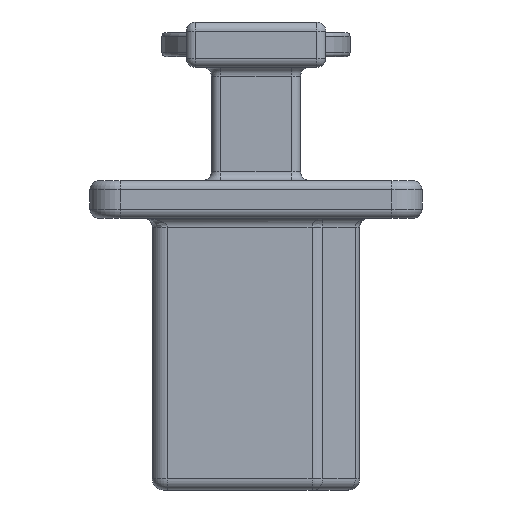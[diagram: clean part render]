
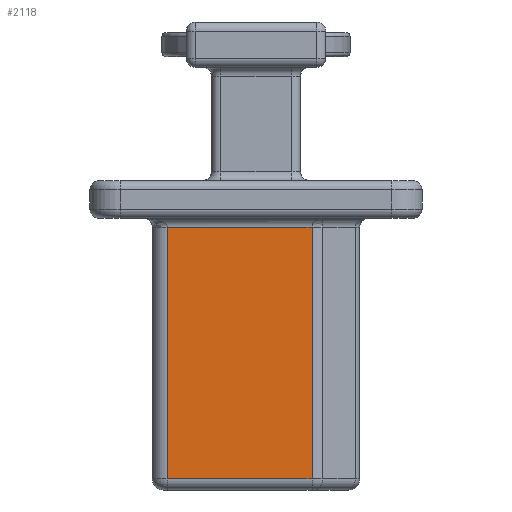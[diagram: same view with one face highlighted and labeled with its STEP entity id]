
A CAD part, left-side view. The second image highlights one B-rep face of the part: STEP entity #2118.
In plain terms, the highlighted planar face has unit normal (-1, 0, 0).
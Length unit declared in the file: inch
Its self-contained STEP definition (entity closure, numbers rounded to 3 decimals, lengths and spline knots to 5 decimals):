
#460 = CARTESIAN_POINT ( 'NONE',  ( -0.1575, -0.07422, 0.36 ) ) ;
#465 = DIRECTION ( 'NONE',  ( 0., 0., 1. ) ) ;
#466 = DIRECTION ( 'NONE',  ( 0., 0., -1. ) ) ;
#470 = CARTESIAN_POINT ( 'NONE',  ( -0.1575, 0.1175, 0.36 ) ) ;
#474 = CARTESIAN_POINT ( 'NONE',  ( -0.1575, 0.1375, 0.348 ) ) ;
#475 = DIRECTION ( 'NONE',  ( 0., 1., 0. ) ) ;
#494 = DIRECTION ( 'NONE',  ( 0., -1., 0. ) ) ;
#497 = CARTESIAN_POINT ( 'NONE',  ( -0.1575, 0.1375, 0.015 ) ) ;
#2118 = ADVANCED_FACE ( 'NONE', ( #9116 ), #8409, .F. ) ;
#3301 = ORIENTED_EDGE ( 'NONE', *, *, #5300, .T. ) ;
#3302 = ORIENTED_EDGE ( 'NONE', *, *, #5298, .T. ) ;
#3345 = ORIENTED_EDGE ( 'NONE', *, *, #5290, .T. ) ;
#3346 = ORIENTED_EDGE ( 'NONE', *, *, #5295, .T. ) ;
#3840 = AXIS2_PLACEMENT_3D ( 'NONE', #8427, #8469, #8478 ) ;
#5290 = EDGE_CURVE ( 'NONE', #7305, #7307, #6539, .T. ) ;
#5295 = EDGE_CURVE ( 'NONE', #7311, #7305, #6552, .T. ) ;
#5298 = EDGE_CURVE ( 'NONE', #7307, #7386, #6562, .T. ) ;
#5300 = EDGE_CURVE ( 'NONE', #7386, #7311, #6567, .T. ) ;
#6539 = LINE ( 'NONE', #497, #6542 ) ;
#6542 = VECTOR ( 'NONE', #494, 39.37008 ) ;
#6552 = LINE ( 'NONE', #470, #6558 ) ;
#6558 = VECTOR ( 'NONE', #466, 39.37008 ) ;
#6562 = LINE ( 'NONE', #460, #6566 ) ;
#6566 = VECTOR ( 'NONE', #465, 39.37008 ) ;
#6567 = LINE ( 'NONE', #474, #6572 ) ;
#6572 = VECTOR ( 'NONE', #475, 39.37008 ) ;
#6600 = EDGE_LOOP ( 'NONE', ( #3346, #3345, #3302, #3301 ) ) ;
#7305 = VERTEX_POINT ( 'NONE', #8250 ) ;
#7307 = VERTEX_POINT ( 'NONE', #8251 ) ;
#7311 = VERTEX_POINT ( 'NONE', #8254 ) ;
#7386 = VERTEX_POINT ( 'NONE', #8315 ) ;
#8250 = CARTESIAN_POINT ( 'NONE',  ( -0.1575, 0.1175, 0.015 ) ) ;
#8251 = CARTESIAN_POINT ( 'NONE',  ( -0.1575, -0.07422, 0.015 ) ) ;
#8254 = CARTESIAN_POINT ( 'NONE',  ( -0.1575, 0.1175, 0.348 ) ) ;
#8315 = CARTESIAN_POINT ( 'NONE',  ( -0.1575, -0.07422, 0.348 ) ) ;
#8409 = PLANE ( 'NONE',  #3840 ) ;
#8427 = CARTESIAN_POINT ( 'NONE',  ( -0.1575, 0.1375, 0.36 ) ) ;
#8469 = DIRECTION ( 'NONE',  ( 1., 0., 0. ) ) ;
#8478 = DIRECTION ( 'NONE',  ( 0., 0., -1. ) ) ;
#9116 = FACE_OUTER_BOUND ( 'NONE', #6600, .T. ) ;
